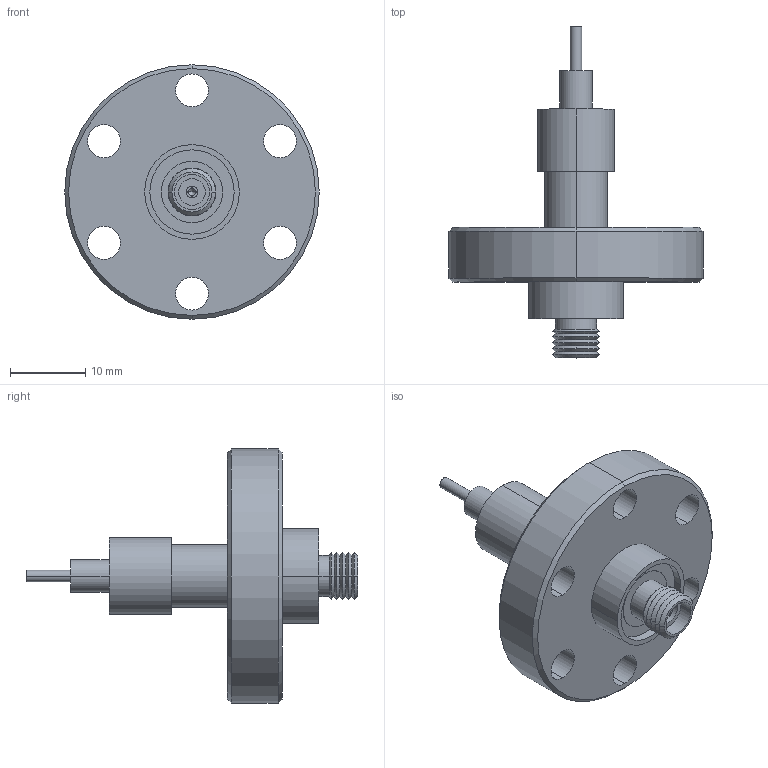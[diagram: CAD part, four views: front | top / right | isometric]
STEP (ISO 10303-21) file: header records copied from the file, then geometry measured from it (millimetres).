
FILE_DESCRIPTION (( 'STEP AP203' ), '1' );
FILE_NAME ('A1921-1-CF.STEP', '2011-10-11T19:37:07', ( '' ), ( '' ), 'SwSTEP 2.0', 'SolidWorks 2011', '' );
FILE_SCHEMA (( 'CONFIG_CONTROL_DESIGN' ));
Length unit declared in the file: inch
Products named in the file (1): A1921-1-CF
Bounding box: 33.78 x 44.07 x 33.78 mm (x, y, z)
Volume: 7043.4 mm3; surface area: 4775.8 mm2
Topology: 1 solids, 2 shells, 134 faces, 306 edges, 189 vertices
Faces by surface type: cylinder 62, cone 36, plane 36
Entity records: 3871 total; most frequent: DIRECTION 740, CARTESIAN_POINT 624, ORIENTED_EDGE 600, AXIS2_PLACEMENT_3D 305, EDGE_CURVE 300, VERTEX_POINT 189, CIRCLE 170, EDGE_LOOP 165
